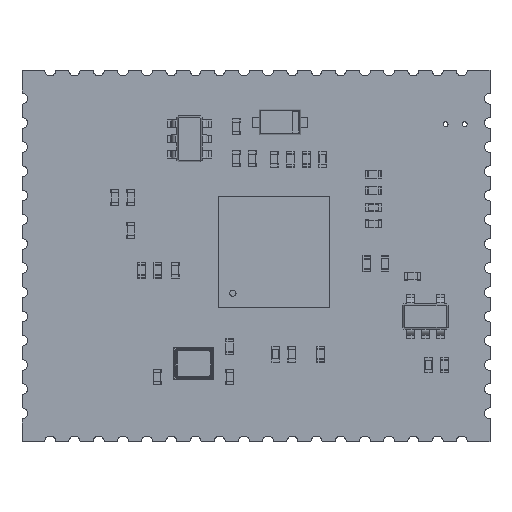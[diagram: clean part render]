
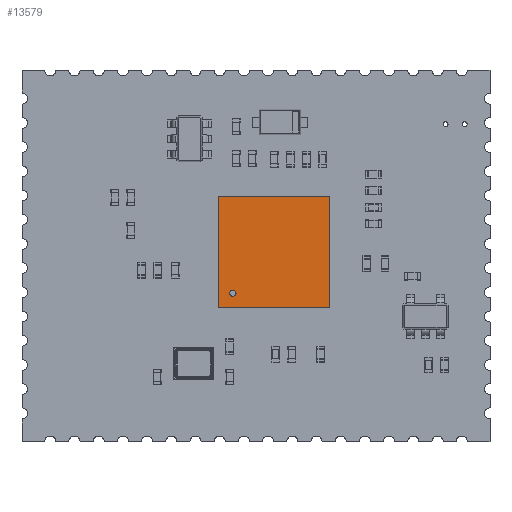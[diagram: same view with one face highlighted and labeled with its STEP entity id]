
A CAD part, top view. The second image highlights one B-rep face of the part: STEP entity #13579.
In plain terms, the highlighted planar face has unit normal (0, 0, 1).
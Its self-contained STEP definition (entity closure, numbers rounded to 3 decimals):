
#6767 = EDGE_CURVE('',#6768,#6770,#6772,.T.);
#6768 = VERTEX_POINT('',#6769);
#6769 = CARTESIAN_POINT('',(-3.475,-3.475,0.95));
#6770 = VERTEX_POINT('',#6771);
#6771 = CARTESIAN_POINT('',(-3.475,3.475,0.95));
#6772 = LINE('',#6773,#6774);
#6773 = CARTESIAN_POINT('',(-3.475,-3.475,0.95));
#6774 = VECTOR('',#6775,1.);
#6775 = DIRECTION('',(0.,1.,0.));
#8480 = EDGE_CURVE('',#6770,#8481,#8483,.T.);
#8481 = VERTEX_POINT('',#8482);
#8482 = CARTESIAN_POINT('',(3.475,3.475,0.95));
#8483 = LINE('',#8484,#8485);
#8484 = CARTESIAN_POINT('',(-3.475,3.475,0.95));
#8485 = VECTOR('',#8486,1.);
#8486 = DIRECTION('',(1.,0.,0.));
#10182 = EDGE_CURVE('',#10183,#8481,#10185,.T.);
#10183 = VERTEX_POINT('',#10184);
#10184 = CARTESIAN_POINT('',(3.475,-3.475,0.95));
#10185 = LINE('',#10186,#10187);
#10186 = CARTESIAN_POINT('',(3.475,-3.475,0.95));
#10187 = VECTOR('',#10188,1.);
#10188 = DIRECTION('',(0.,1.,0.));
#11888 = EDGE_CURVE('',#6768,#10183,#11889,.T.);
#11889 = LINE('',#11890,#11891);
#11890 = CARTESIAN_POINT('',(-3.475,-3.475,0.95));
#11891 = VECTOR('',#11892,1.);
#11892 = DIRECTION('',(1.,0.,0.));
#13579 = ADVANCED_FACE('',(#13580,#13586),#13597,.T.);
#13580 = FACE_BOUND('',#13581,.T.);
#13581 = EDGE_LOOP('',(#13582,#13583,#13584,#13585));
#13582 = ORIENTED_EDGE('',*,*,#6767,.F.);
#13583 = ORIENTED_EDGE('',*,*,#11888,.T.);
#13584 = ORIENTED_EDGE('',*,*,#10182,.T.);
#13585 = ORIENTED_EDGE('',*,*,#8480,.F.);
#13586 = FACE_BOUND('',#13587,.T.);
#13587 = EDGE_LOOP('',(#13588));
#13588 = ORIENTED_EDGE('',*,*,#13589,.T.);
#13589 = EDGE_CURVE('',#13590,#13590,#13592,.T.);
#13590 = VERTEX_POINT('',#13591);
#13591 = CARTESIAN_POINT('',(-2.4,-2.6,0.95));
#13592 = CIRCLE('',#13593,0.2);
#13593 = AXIS2_PLACEMENT_3D('',#13594,#13595,#13596);
#13594 = CARTESIAN_POINT('',(-2.6,-2.6,0.95));
#13595 = DIRECTION('',(0.,0.,-1.));
#13596 = DIRECTION('',(1.,0.,0.));
#13597 = PLANE('',#13598);
#13598 = AXIS2_PLACEMENT_3D('',#13599,#13600,#13601);
#13599 = CARTESIAN_POINT('',(-3.475,-3.475,0.95));
#13600 = DIRECTION('',(0.,0.,1.));
#13601 = DIRECTION('',(1.,0.,-0.));
